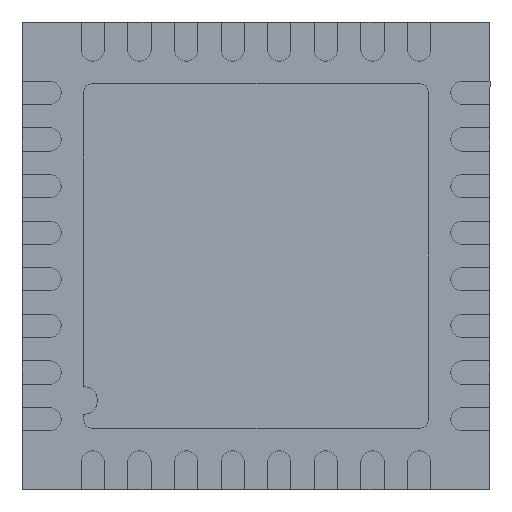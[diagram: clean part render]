
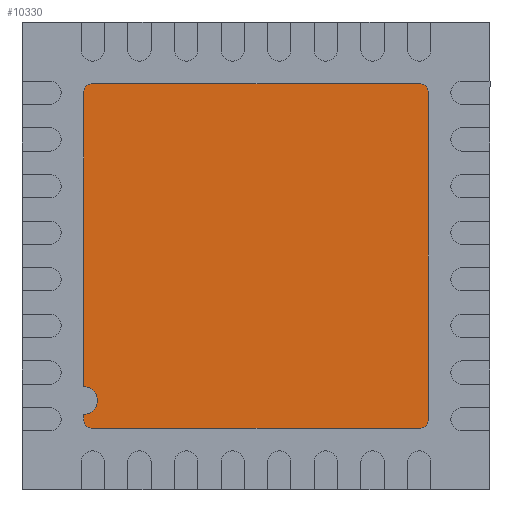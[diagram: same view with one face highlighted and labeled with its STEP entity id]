
A CAD part, front view. The second image highlights one B-rep face of the part: STEP entity #10330.
In plain terms, the highlighted planar face has unit normal (0, -1, 0).
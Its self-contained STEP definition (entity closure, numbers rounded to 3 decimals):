
#287 = DIRECTION ( 'NONE',  ( 0., 1., 0. ) ) ;
#370 = CARTESIAN_POINT ( 'NONE',  ( -1.85, 0., -1.7 ) ) ;
#410 = CARTESIAN_POINT ( 'NONE',  ( 1.75, 0., 1.85 ) ) ;
#459 = ORIENTED_EDGE ( 'NONE', *, *, #6416, .F. ) ;
#508 = ORIENTED_EDGE ( 'NONE', *, *, #2586, .T. ) ;
#534 = VERTEX_POINT ( 'NONE', #410 ) ;
#680 = CARTESIAN_POINT ( 'NONE',  ( -1.85, 0., -1.55 ) ) ;
#814 = CARTESIAN_POINT ( 'NONE',  ( -1.85, 0., -1.75 ) ) ;
#1161 = DIRECTION ( 'NONE',  ( 0., 0., 1. ) ) ;
#1264 = DIRECTION ( 'NONE',  ( 0., -1., 0. ) ) ;
#1879 = DIRECTION ( 'NONE',  ( 0., 1., 0. ) ) ;
#1958 = ORIENTED_EDGE ( 'NONE', *, *, #6029, .F. ) ;
#1987 = CARTESIAN_POINT ( 'NONE',  ( -1.75, 0., -1.85 ) ) ;
#2270 = EDGE_CURVE ( 'NONE', #2524, #8034, #4577, .T. ) ;
#2356 = VERTEX_POINT ( 'NONE', #6458 ) ;
#2474 = FACE_OUTER_BOUND ( 'NONE', #6266, .T. ) ;
#2524 = VERTEX_POINT ( 'NONE', #370 ) ;
#2586 = EDGE_CURVE ( 'NONE', #8975, #2524, #5621, .T. ) ;
#2688 = DIRECTION ( 'NONE',  ( 0., 1., 0. ) ) ;
#2799 = CARTESIAN_POINT ( 'NONE',  ( -1.85, 0., 1.75 ) ) ;
#2813 = DIRECTION ( 'NONE',  ( 0., 0., 1. ) ) ;
#2840 = CARTESIAN_POINT ( 'NONE',  ( 1.85, 0., 1.75 ) ) ;
#2859 = AXIS2_PLACEMENT_3D ( 'NONE', #9929, #1264, #10142 ) ;
#3062 = AXIS2_PLACEMENT_3D ( 'NONE', #3465, #287, #2813 ) ;
#3106 = AXIS2_PLACEMENT_3D ( 'NONE', #9143, #1879, #6601 ) ;
#3129 = DIRECTION ( 'NONE',  ( 0., 0., 1. ) ) ;
#3132 = ORIENTED_EDGE ( 'NONE', *, *, #4955, .T. ) ;
#3386 = VECTOR ( 'NONE', #8947, 1000. ) ;
#3465 = CARTESIAN_POINT ( 'NONE',  ( -1.75, 0., -1.75 ) ) ;
#3555 = LINE ( 'NONE', #2799, #5674 ) ;
#3622 = VERTEX_POINT ( 'NONE', #7260 ) ;
#3740 = CIRCLE ( 'NONE', #3062, 0.1 ) ;
#3861 = EDGE_CURVE ( 'NONE', #4202, #5799, #5400, .T. ) ;
#3965 = VECTOR ( 'NONE', #1161, 1000. ) ;
#4202 = VERTEX_POINT ( 'NONE', #4462 ) ;
#4248 = DIRECTION ( 'NONE',  ( 0., 0., 1. ) ) ;
#4323 = ORIENTED_EDGE ( 'NONE', *, *, #9020, .T. ) ;
#4371 = VERTEX_POINT ( 'NONE', #8430 ) ;
#4429 = VECTOR ( 'NONE', #6150, 1000. ) ;
#4462 = CARTESIAN_POINT ( 'NONE',  ( -1.75, 0., -1.85 ) ) ;
#4577 = LINE ( 'NONE', #6961, #4429 ) ;
#4640 = EDGE_CURVE ( 'NONE', #3622, #2356, #7638, .T. ) ;
#4876 = ORIENTED_EDGE ( 'NONE', *, *, #8633, .T. ) ;
#4921 = CARTESIAN_POINT ( 'NONE',  ( -1.75, 0., 1.85 ) ) ;
#4944 = VECTOR ( 'NONE', #8471, 1000. ) ;
#4955 = EDGE_CURVE ( 'NONE', #6648, #8975, #3555, .T. ) ;
#5063 = CARTESIAN_POINT ( 'NONE',  ( 1.75, 0., 1.75 ) ) ;
#5331 = CIRCLE ( 'NONE', #6330, 0.1 ) ;
#5400 = LINE ( 'NONE', #1987, #4944 ) ;
#5621 = CIRCLE ( 'NONE', #9165, 0.15 ) ;
#5674 = VECTOR ( 'NONE', #6798, 1000. ) ;
#5799 = VERTEX_POINT ( 'NONE', #10315 ) ;
#6029 = EDGE_CURVE ( 'NONE', #3622, #5799, #5331, .T. ) ;
#6150 = DIRECTION ( 'NONE',  ( 0., 0., -1. ) ) ;
#6266 = EDGE_LOOP ( 'NONE', ( #10376, #8215, #1958, #6698, #4323, #4876, #459, #3132, #508, #8201 ) ) ;
#6330 = AXIS2_PLACEMENT_3D ( 'NONE', #9273, #2688, #4248 ) ;
#6403 = DIRECTION ( 'NONE',  ( 0., 1., 0. ) ) ;
#6416 = EDGE_CURVE ( 'NONE', #6648, #4371, #7671, .T. ) ;
#6458 = CARTESIAN_POINT ( 'NONE',  ( 1.85, 0., 1.75 ) ) ;
#6601 = DIRECTION ( 'NONE',  ( 0., 0., 1. ) ) ;
#6648 = VERTEX_POINT ( 'NONE', #6750 ) ;
#6698 = ORIENTED_EDGE ( 'NONE', *, *, #4640, .T. ) ;
#6750 = CARTESIAN_POINT ( 'NONE',  ( -1.85, 0., 1.75 ) ) ;
#6798 = DIRECTION ( 'NONE',  ( 0., 0., -1. ) ) ;
#6820 = CARTESIAN_POINT ( 'NONE',  ( -1.85, 0., -1.4 ) ) ;
#6961 = CARTESIAN_POINT ( 'NONE',  ( -1.85, 0., -1.7 ) ) ;
#7260 = CARTESIAN_POINT ( 'NONE',  ( 1.85, 0., -1.75 ) ) ;
#7430 = PLANE ( 'NONE',  #2859 ) ;
#7554 = DIRECTION ( 'NONE',  ( 0., 0., 1. ) ) ;
#7638 = LINE ( 'NONE', #2840, #3965 ) ;
#7671 = CIRCLE ( 'NONE', #3106, 0.1 ) ;
#7802 = AXIS2_PLACEMENT_3D ( 'NONE', #5063, #8313, #7554 ) ;
#8034 = VERTEX_POINT ( 'NONE', #814 ) ;
#8063 = LINE ( 'NONE', #4921, #3386 ) ;
#8201 = ORIENTED_EDGE ( 'NONE', *, *, #2270, .T. ) ;
#8215 = ORIENTED_EDGE ( 'NONE', *, *, #3861, .T. ) ;
#8313 = DIRECTION ( 'NONE',  ( 0., -1., 0. ) ) ;
#8430 = CARTESIAN_POINT ( 'NONE',  ( -1.75, 0., 1.85 ) ) ;
#8471 = DIRECTION ( 'NONE',  ( 1., 0., 0. ) ) ;
#8633 = EDGE_CURVE ( 'NONE', #534, #4371, #8063, .T. ) ;
#8947 = DIRECTION ( 'NONE',  ( -1., 0., 0. ) ) ;
#8953 = EDGE_CURVE ( 'NONE', #4202, #8034, #3740, .T. ) ;
#8975 = VERTEX_POINT ( 'NONE', #6820 ) ;
#9020 = EDGE_CURVE ( 'NONE', #2356, #534, #9839, .T. ) ;
#9143 = CARTESIAN_POINT ( 'NONE',  ( -1.75, 0., 1.75 ) ) ;
#9165 = AXIS2_PLACEMENT_3D ( 'NONE', #680, #6403, #3129 ) ;
#9273 = CARTESIAN_POINT ( 'NONE',  ( 1.75, 0., -1.75 ) ) ;
#9839 = CIRCLE ( 'NONE', #7802, 0.1 ) ;
#9929 = CARTESIAN_POINT ( 'NONE',  ( 1.75, 0., -1.75 ) ) ;
#10142 = DIRECTION ( 'NONE',  ( 0., 0., -1. ) ) ;
#10315 = CARTESIAN_POINT ( 'NONE',  ( 1.75, 0., -1.85 ) ) ;
#10330 = ADVANCED_FACE ( 'NONE', ( #2474 ), #7430, .T. ) ;
#10376 = ORIENTED_EDGE ( 'NONE', *, *, #8953, .F. ) ;
